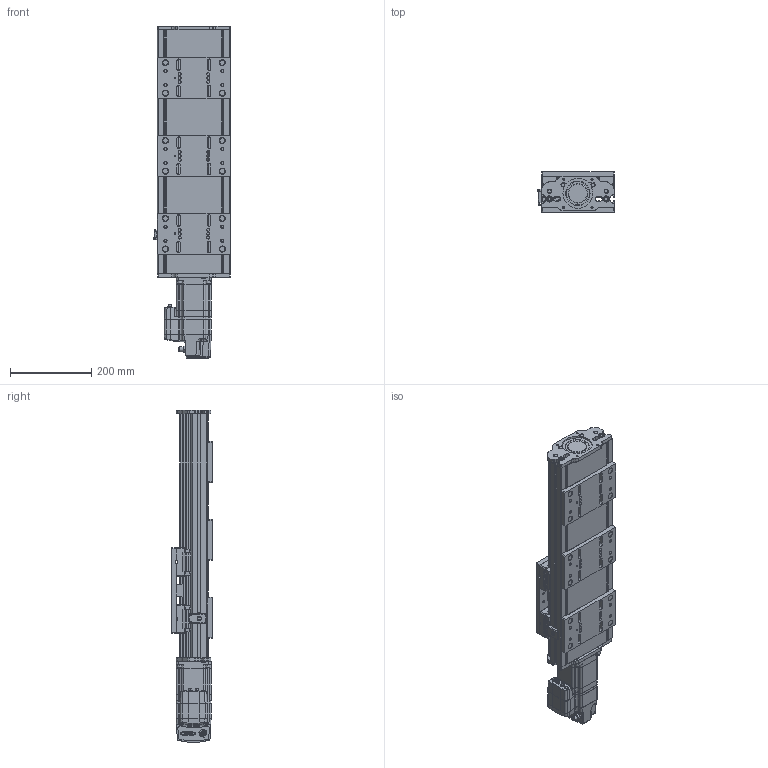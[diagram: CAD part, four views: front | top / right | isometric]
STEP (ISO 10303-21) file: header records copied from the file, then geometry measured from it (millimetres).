
FILE_DESCRIPTION (( 'STEP AP214' ), '1' );
FILE_NAME ('LRU_LRU0250x18-BE01T12A.step', '2025-08-04T17:57:56', ( '' ), ( '' ), 'SwSTEP 2.0', 'SolidWorks 2019', '' );
FILE_SCHEMA (( 'AUTOMOTIVE_DESIGN' ));
Length unit declared in the file: millimetre
Products named in the file (7): NMS34_motor^LRU_LRU-B; LRU_base^LRU_LRU0250x18; NMS23_sensor^LRU; LRU_LRU0250x18-BE01T12A; AP187^LRU; LRU_carriage^LRU_180; LC40_carriage^LRU
Assembly tree (9 placements, depth 2):
  LRU_LRU0250x18-BE01T12A
    LRU_base^LRU_LRU0250x18
    LRU_carriage^LRU_180
    NMS34_motor^LRU_LRU-B
    LC40_carriage^LRU  x4
    NMS23_sensor^LRU
    AP187^LRU
Bounding box: 189.25 x 100 x 817.55 mm (x, y, z)
Volume: 5666444.9 mm3; surface area: 1395555 mm2
Topology: 171 solids, 171 shells, 3213 faces, 7871 edges, 5218 vertices
Faces by surface type: plane 1918, cylinder 1178, cone 51, bspline 48, sphere 12, torus 6
Entity records: 77061 total; most frequent: CARTESIAN_POINT 13998, DIRECTION 12638, ORIENTED_EDGE 12016, EDGE_CURVE 6008, AXIS2_PLACEMENT_3D 4416, VERTEX_POINT 3976, VECTOR 3806, LINE 3806
